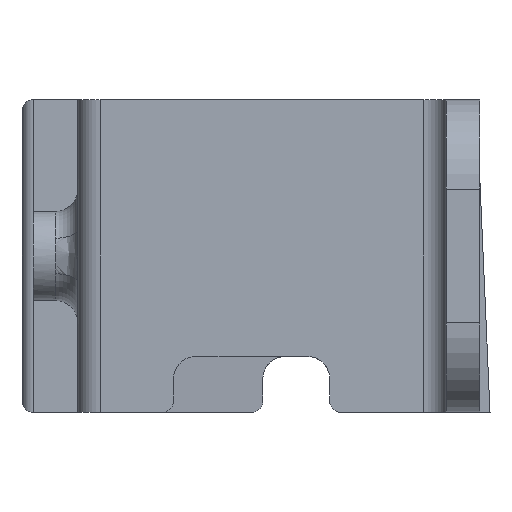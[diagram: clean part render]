
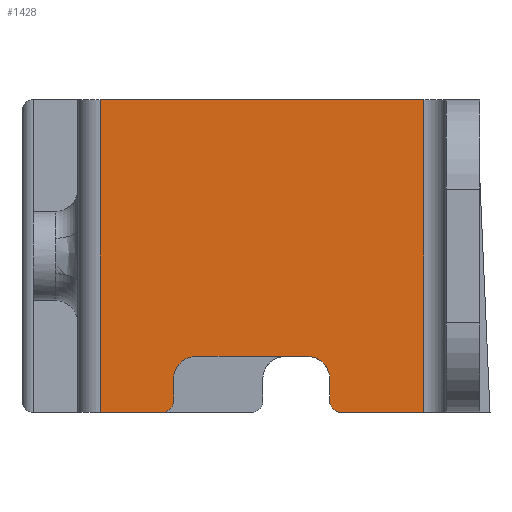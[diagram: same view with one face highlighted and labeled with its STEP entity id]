
A CAD part, left-side view. The second image highlights one B-rep face of the part: STEP entity #1428.
In plain terms, the highlighted planar face has unit normal (-1, 0, 0).
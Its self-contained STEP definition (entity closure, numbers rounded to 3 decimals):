
#65=PLANE('',#1581);
#138=FACE_OUTER_BOUND('',#225,.T.);
#225=EDGE_LOOP('',(#1155,#1156,#1157,#1158,#1159,#1160,#1161,#1162,#1163,
#1164,#1165,#1166));
#292=LINE('',#2153,#418);
#328=LINE('',#2249,#454);
#343=LINE('',#2337,#469);
#357=LINE('',#2413,#483);
#360=LINE('',#2419,#486);
#361=LINE('',#2420,#487);
#362=LINE('',#2424,#488);
#363=LINE('',#2428,#489);
#418=VECTOR('',#1706,10.);
#454=VECTOR('',#1786,10.);
#469=VECTOR('',#1839,10.);
#483=VECTOR('',#1929,10.);
#486=VECTOR('',#1934,10.);
#487=VECTOR('',#1935,10.);
#488=VECTOR('',#1938,10.);
#489=VECTOR('',#1941,10.);
#570=CIRCLE('',#1579,1.);
#571=CIRCLE('',#1582,1.);
#572=CIRCLE('',#1583,2.);
#573=CIRCLE('',#1584,2.);
#613=VERTEX_POINT('',#2150);
#614=VERTEX_POINT('',#2152);
#651=VERTEX_POINT('',#2246);
#652=VERTEX_POINT('',#2248);
#671=VERTEX_POINT('',#2336);
#694=VERTEX_POINT('',#2408);
#695=VERTEX_POINT('',#2412);
#697=VERTEX_POINT('',#2418);
#698=VERTEX_POINT('',#2421);
#699=VERTEX_POINT('',#2423);
#700=VERTEX_POINT('',#2425);
#701=VERTEX_POINT('',#2427);
#755=EDGE_CURVE('',#613,#614,#292,.T.);
#802=EDGE_CURVE('',#651,#652,#328,.T.);
#831=EDGE_CURVE('',#614,#671,#343,.T.);
#866=EDGE_CURVE('',#652,#694,#570,.T.);
#868=EDGE_CURVE('',#695,#694,#357,.T.);
#871=EDGE_CURVE('',#697,#651,#360,.T.);
#872=EDGE_CURVE('',#671,#697,#361,.T.);
#873=EDGE_CURVE('',#698,#613,#571,.T.);
#874=EDGE_CURVE('',#698,#699,#362,.T.);
#875=EDGE_CURVE('',#699,#700,#572,.T.);
#876=EDGE_CURVE('',#700,#701,#363,.T.);
#877=EDGE_CURVE('',#701,#695,#573,.T.);
#1155=ORIENTED_EDGE('',*,*,#866,.F.);
#1156=ORIENTED_EDGE('',*,*,#802,.F.);
#1157=ORIENTED_EDGE('',*,*,#871,.F.);
#1158=ORIENTED_EDGE('',*,*,#872,.F.);
#1159=ORIENTED_EDGE('',*,*,#831,.F.);
#1160=ORIENTED_EDGE('',*,*,#755,.F.);
#1161=ORIENTED_EDGE('',*,*,#873,.F.);
#1162=ORIENTED_EDGE('',*,*,#874,.T.);
#1163=ORIENTED_EDGE('',*,*,#875,.T.);
#1164=ORIENTED_EDGE('',*,*,#876,.T.);
#1165=ORIENTED_EDGE('',*,*,#877,.T.);
#1166=ORIENTED_EDGE('',*,*,#868,.T.);
#1428=ADVANCED_FACE('',(#138),#65,.T.);
#1579=AXIS2_PLACEMENT_3D('',#2409,#1924,#1925);
#1581=AXIS2_PLACEMENT_3D('',#2417,#1932,#1933);
#1582=AXIS2_PLACEMENT_3D('',#2422,#1936,#1937);
#1583=AXIS2_PLACEMENT_3D('',#2426,#1939,#1940);
#1584=AXIS2_PLACEMENT_3D('',#2429,#1942,#1943);
#1706=DIRECTION('',(0.,1.,0.));
#1786=DIRECTION('',(0.,1.,0.));
#1839=DIRECTION('',(0.,0.,1.));
#1924=DIRECTION('center_axis',(1.,0.,0.));
#1925=DIRECTION('ref_axis',(0.,0.707,-0.707));
#1929=DIRECTION('',(0.,0.,-1.));
#1932=DIRECTION('center_axis',(-1.,0.,0.));
#1933=DIRECTION('ref_axis',(0.,-1.,0.));
#1934=DIRECTION('',(0.,0.,-1.));
#1935=DIRECTION('',(0.,-1.,0.));
#1936=DIRECTION('center_axis',(1.,0.,0.));
#1937=DIRECTION('ref_axis',(0.,-0.707,-0.707));
#1938=DIRECTION('',(0.,0.,1.));
#1939=DIRECTION('center_axis',(1.,0.,0.));
#1940=DIRECTION('ref_axis',(0.,0.,1.));
#1941=DIRECTION('',(0.,-1.,0.));
#1942=DIRECTION('center_axis',(1.,0.,0.));
#1943=DIRECTION('ref_axis',(0.,-1.,0.));
#2150=CARTESIAN_POINT('',(-60.,28.419,0.));
#2152=CARTESIAN_POINT('',(-60.,34.,0.));
#2153=CARTESIAN_POINT('',(-60.,3.,0.));
#2246=CARTESIAN_POINT('',(-60.,5.,0.));
#2248=CARTESIAN_POINT('',(-60.,12.419,0.));
#2249=CARTESIAN_POINT('',(-60.,3.,0.));
#2336=CARTESIAN_POINT('',(-60.,34.,28.));
#2337=CARTESIAN_POINT('',(-60.,34.,0.));
#2408=CARTESIAN_POINT('',(-60.,13.419,1.));
#2409=CARTESIAN_POINT('Origin',(-60.,12.419,1.));
#2412=CARTESIAN_POINT('',(-60.,13.419,3.));
#2413=CARTESIAN_POINT('',(-60.,13.419,1.5));
#2417=CARTESIAN_POINT('Origin',(-60.,36.,0.));
#2418=CARTESIAN_POINT('',(-60.,5.,28.));
#2419=CARTESIAN_POINT('',(-60.,5.,0.));
#2420=CARTESIAN_POINT('',(-60.,3.,28.));
#2421=CARTESIAN_POINT('',(-60.,27.419,1.));
#2422=CARTESIAN_POINT('Origin',(-60.,28.419,1.));
#2423=CARTESIAN_POINT('',(-60.,27.419,3.));
#2424=CARTESIAN_POINT('',(-60.,27.419,0.));
#2425=CARTESIAN_POINT('',(-60.,25.419,5.));
#2426=CARTESIAN_POINT('Origin',(-60.,25.419,3.));
#2427=CARTESIAN_POINT('',(-60.,15.419,5.));
#2428=CARTESIAN_POINT('',(-60.,30.709,5.));
#2429=CARTESIAN_POINT('Origin',(-60.,15.419,3.));
